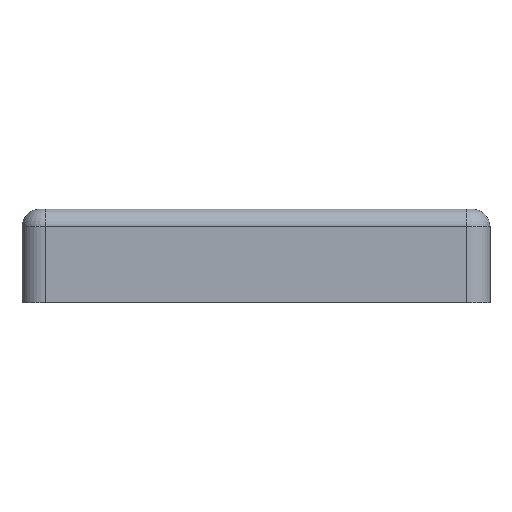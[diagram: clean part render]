
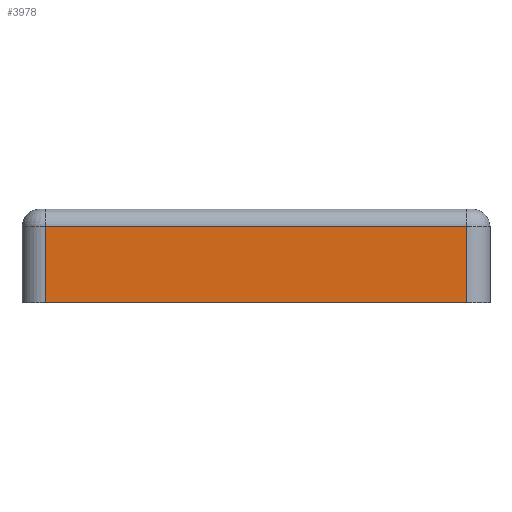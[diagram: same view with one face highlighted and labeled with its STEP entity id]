
A CAD part, left-side view. The second image highlights one B-rep face of the part: STEP entity #3978.
In plain terms, the highlighted planar face has unit normal (-1, 0, 0).
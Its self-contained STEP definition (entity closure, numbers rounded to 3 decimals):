
#179 = AXIS2_PLACEMENT_3D ( 'NONE', #3327, #5142, #1572 ) ;
#613 = ORIENTED_EDGE ( 'NONE', *, *, #3770, .T. ) ;
#963 = PLANE ( 'NONE',  #179 ) ;
#1079 = VECTOR ( 'NONE', #5211, 1000. ) ;
#1242 = ORIENTED_EDGE ( 'NONE', *, *, #3530, .T. ) ;
#1572 = DIRECTION ( 'NONE',  ( 0., 0., -1. ) ) ;
#2002 = LINE ( 'NONE', #4918, #6579 ) ;
#2097 = CARTESIAN_POINT ( 'NONE',  ( -40., 36., 13. ) ) ;
#2240 = CARTESIAN_POINT ( 'NONE',  ( -40., 36., 16. ) ) ;
#2403 = EDGE_CURVE ( 'NONE', #6144, #3918, #6770, .T. ) ;
#2670 = LINE ( 'NONE', #2240, #1079 ) ;
#2941 = ORIENTED_EDGE ( 'NONE', *, *, #2403, .T. ) ;
#2963 = VERTEX_POINT ( 'NONE', #7152 ) ;
#3327 = CARTESIAN_POINT ( 'NONE',  ( -40., -40., 16. ) ) ;
#3390 = ORIENTED_EDGE ( 'NONE', *, *, #4624, .T. ) ;
#3530 = EDGE_CURVE ( 'NONE', #3918, #2963, #2670, .T. ) ;
#3770 = EDGE_CURVE ( 'NONE', #2963, #4605, #7607, .T. ) ;
#3918 = VERTEX_POINT ( 'NONE', #2097 ) ;
#3978 = ADVANCED_FACE ( 'NONE', ( #4720 ), #963, .F. ) ;
#4326 = CARTESIAN_POINT ( 'NONE',  ( -40., -36., 0. ) ) ;
#4432 = VECTOR ( 'NONE', #4444, 1000. ) ;
#4444 = DIRECTION ( 'NONE',  ( 0., -1., 0. ) ) ;
#4605 = VERTEX_POINT ( 'NONE', #4326 ) ;
#4624 = EDGE_CURVE ( 'NONE', #4605, #6144, #2002, .T. ) ;
#4720 = FACE_OUTER_BOUND ( 'NONE', #5417, .T. ) ;
#4918 = CARTESIAN_POINT ( 'NONE',  ( -40., -36., 16. ) ) ;
#4932 = CARTESIAN_POINT ( 'NONE',  ( -40., 36., 13. ) ) ;
#5003 = VECTOR ( 'NONE', #5548, 1000. ) ;
#5020 = CARTESIAN_POINT ( 'NONE',  ( -40., -40., 0. ) ) ;
#5142 = DIRECTION ( 'NONE',  ( 1., 0., 0. ) ) ;
#5211 = DIRECTION ( 'NONE',  ( 0., 0., -1. ) ) ;
#5417 = EDGE_LOOP ( 'NONE', ( #3390, #2941, #1242, #613 ) ) ;
#5536 = DIRECTION ( 'NONE',  ( 0., 0., 1. ) ) ;
#5548 = DIRECTION ( 'NONE',  ( 0., 1., 0. ) ) ;
#6144 = VERTEX_POINT ( 'NONE', #6148 ) ;
#6148 = CARTESIAN_POINT ( 'NONE',  ( -40., -36., 13. ) ) ;
#6579 = VECTOR ( 'NONE', #5536, 1000. ) ;
#6770 = LINE ( 'NONE', #4932, #5003 ) ;
#7152 = CARTESIAN_POINT ( 'NONE',  ( -40., 36., 0. ) ) ;
#7607 = LINE ( 'NONE', #5020, #4432 ) ;
